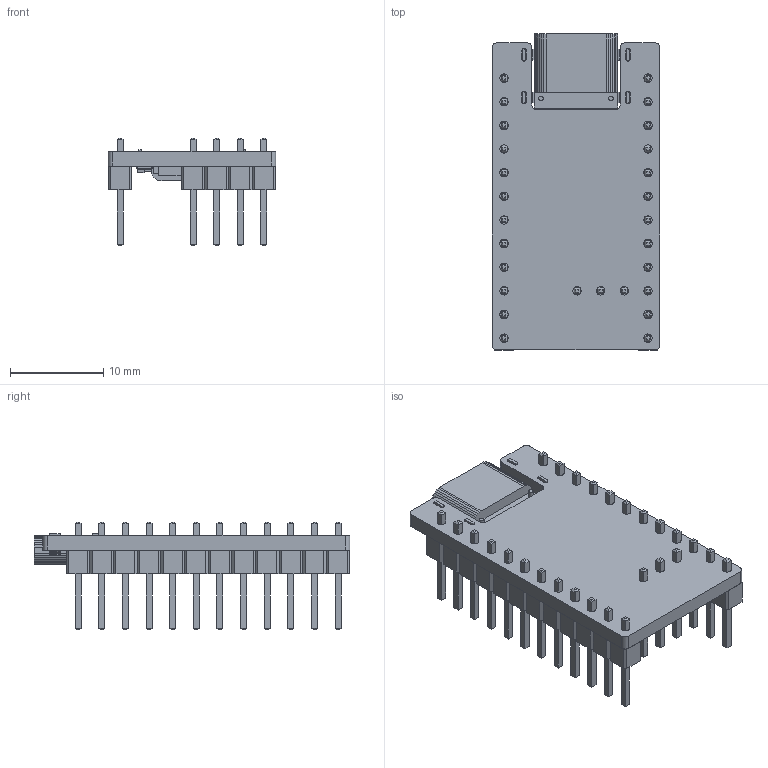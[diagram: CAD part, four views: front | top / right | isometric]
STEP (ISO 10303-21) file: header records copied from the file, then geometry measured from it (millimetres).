
FILE_DESCRIPTION(('HOOPS Exchange Step'),'2;1');
FILE_NAME('temp_export','2024-03-03T14:52:28-05:00',('jscotto'),('Shapr3D Limited'),'HOOPS Exchange 2023.2','Shapr3D','Authorized');
FILE_SCHEMA( ('AUTOMOTIVE_DESIGN { 1 0 10303 214 1 1 1 1 }') );
Length unit declared in the file: millimetre
Products named in the file (23): User Library-TYPE-C-31-M-14.step; MICRO_603 resistor 102; MICRO_stackable header pin; MICRO_stackable header 12; micro_crystal 5x3; MICRO_led; micro_MIC5219; nice!nano; PinHeader_1x12_P2.54mm_Vertical.step; Nice_Nano_V2_Flipped.step; root
Assembly tree (22 placements, depth 5):
  root
    Nice_Nano_V2_Flipped.step
      nice!nano
        User Library-TYPE-C-31-M-14.step
        MICRO_603 resistor 102
        MICRO_stackable header 12
          MICRO_stackable header pin
          MICRO_stackable header pin
          MICRO_stackable header pin
          MICRO_stackable header pin
          MICRO_stackable header pin
          MICRO_stackable header pin
          MICRO_stackable header pin
          MICRO_stackable header 12
          MICRO_stackable header pin
          MICRO_stackable header pin
          MICRO_stackable header pin
          MICRO_stackable header pin
          MICRO_stackable header pin
        micro_crystal 5x3
        MICRO_led
        micro_MIC5219
      PinHeader_1x12_P2.54mm_Vertical.step
Bounding box: 18 x 33.95 x 11.54 mm (x, y, z)
Volume: 1529.4 mm3; surface area: 3772.5 mm2
Topology: 41 solids, 41 shells, 1518 faces, 3823 edges, 2444 vertices
Faces by surface type: plane 1298, cylinder 162, bspline 28, torus 18, extrusion 8, sphere 4
Full cylindrical faces by diameter (mm): 0.3 x2, 0.5 x2, 0.9 x27
Entity records: 45907 total; most frequent: CARTESIAN_POINT 8934, ORIENTED_EDGE 7618, DIRECTION 7013, EDGE_CURVE 3809, VECTOR 3391, LINE 3383, VERTEX_POINT 2444, AXIS2_PLACEMENT_3D 1811
